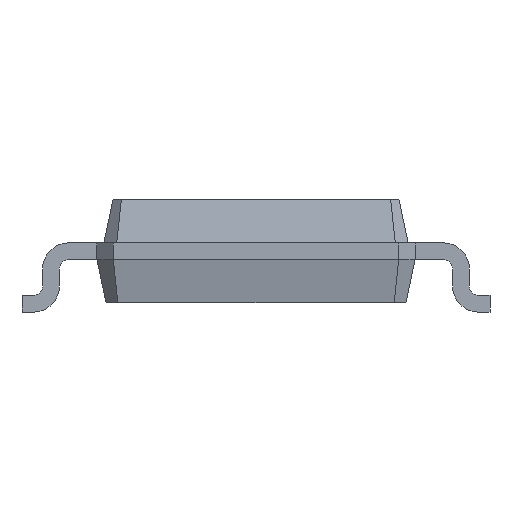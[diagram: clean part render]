
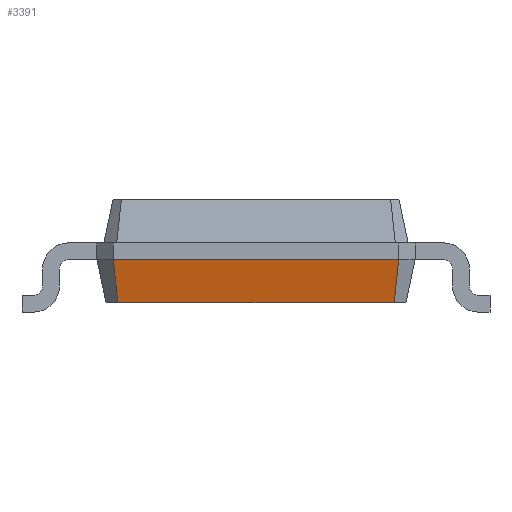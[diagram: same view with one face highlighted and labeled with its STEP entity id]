
A CAD part, left-side view. The second image highlights one B-rep face of the part: STEP entity #3391.
In plain terms, the highlighted free-form (B-spline) face has degree [1, 1] with [2, 2] control points.
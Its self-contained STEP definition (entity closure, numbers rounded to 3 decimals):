
#810 = PLANE('',#811);
#811 = AXIS2_PLACEMENT_3D('',#812,#813,#814);
#812 = CARTESIAN_POINT('',(-1.402,-1.476,0.1));
#813 = DIRECTION('',(0.,0.,-1.));
#814 = DIRECTION('',(0.656,0.754,0.));
#1131 = B_SPLINE_SURFACE_WITH_KNOTS('',1,1,(
    (#1132,#1133)
    ,(#1134,#1135
    )),.UNSPECIFIED.,.F.,.F.,.F.,(2,2),(2,2),(0.,0.247),(0.,1.)
  ,.PIECEWISE_BEZIER_KNOTS.);
#1132 = CARTESIAN_POINT('',(-1.402,1.476,0.1));
#1133 = CARTESIAN_POINT('',(-1.5,1.525,0.56));
#1134 = CARTESIAN_POINT('',(-1.276,1.602,0.1));
#1135 = CARTESIAN_POINT('',(-1.325,1.7,0.56));
#1530 = EDGE_CURVE('',#1531,#1533,#1535,.T.);
#1531 = VERTEX_POINT('',#1532);
#1532 = CARTESIAN_POINT('',(-1.402,-1.476,0.1));
#1533 = VERTEX_POINT('',#1534);
#1534 = CARTESIAN_POINT('',(-1.402,1.476,0.1));
#1535 = SURFACE_CURVE('',#1536,(#1540,#1547),.PCURVE_S1.);
#1536 = LINE('',#1537,#1538);
#1537 = CARTESIAN_POINT('',(-1.402,-1.476,0.1));
#1538 = VECTOR('',#1539,1.);
#1539 = DIRECTION('',(0.,1.,0.));
#1540 = PCURVE('',#810,#1541);
#1541 = DEFINITIONAL_REPRESENTATION('',(#1542),#1546);
#1542 = LINE('',#1543,#1544);
#1543 = CARTESIAN_POINT('',(0.,0.));
#1544 = VECTOR('',#1545,1.);
#1545 = DIRECTION('',(0.754,-0.656));
#1546 = ( GEOMETRIC_REPRESENTATION_CONTEXT(2) 
PARAMETRIC_REPRESENTATION_CONTEXT() REPRESENTATION_CONTEXT('2D SPACE',''
  ) );
#1547 = PCURVE('',#1548,#1553);
#1548 = B_SPLINE_SURFACE_WITH_KNOTS('',1,1,(
    (#1549,#1550)
    ,(#1551,#1552
    )),.UNSPECIFIED.,.F.,.F.,.F.,(2,2),(2,2),(0.,3.05),(0.,1.),
  .PIECEWISE_BEZIER_KNOTS.);
#1549 = CARTESIAN_POINT('',(-1.402,-1.476,0.1));
#1550 = CARTESIAN_POINT('',(-1.5,-1.525,0.56));
#1551 = CARTESIAN_POINT('',(-1.402,1.476,0.1));
#1552 = CARTESIAN_POINT('',(-1.5,1.525,0.56));
#1553 = DEFINITIONAL_REPRESENTATION('',(#1554),#1557);
#1554 = B_SPLINE_CURVE_WITH_KNOTS('',1,(#1555,#1556),.UNSPECIFIED.,.F.,
  .F.,(2,2),(0.,2.952),.PIECEWISE_BEZIER_KNOTS.);
#1555 = CARTESIAN_POINT('',(0.,0.));
#1556 = CARTESIAN_POINT('',(3.05,0.));
#1557 = ( GEOMETRIC_REPRESENTATION_CONTEXT(2) 
PARAMETRIC_REPRESENTATION_CONTEXT() REPRESENTATION_CONTEXT('2D SPACE',''
  ) );
#1697 = B_SPLINE_SURFACE_WITH_KNOTS('',1,1,(
    (#1698,#1699)
    ,(#1700,#1701
    )),.UNSPECIFIED.,.F.,.F.,.F.,(2,2),(2,2),(0.,0.247),(0.,1.)
  ,.PIECEWISE_BEZIER_KNOTS.);
#1698 = CARTESIAN_POINT('',(-1.276,-1.602,0.1));
#1699 = CARTESIAN_POINT('',(-1.325,-1.7,0.56));
#1700 = CARTESIAN_POINT('',(-1.402,-1.476,0.1));
#1701 = CARTESIAN_POINT('',(-1.5,-1.525,0.56));
#1714 = VERTEX_POINT('',#1715);
#1715 = CARTESIAN_POINT('',(-1.5,1.525,0.56));
#1741 = EDGE_CURVE('',#1533,#1714,#1742,.T.);
#1742 = SURFACE_CURVE('',#1743,(#1746,#1753),.PCURVE_S1.);
#1743 = B_SPLINE_CURVE_WITH_KNOTS('',1,(#1744,#1745),.UNSPECIFIED.,.F.,
  .F.,(2,2),(0.,1.),.PIECEWISE_BEZIER_KNOTS.);
#1744 = CARTESIAN_POINT('',(-1.402,1.476,0.1));
#1745 = CARTESIAN_POINT('',(-1.5,1.525,0.56));
#1746 = PCURVE('',#1131,#1747);
#1747 = DEFINITIONAL_REPRESENTATION('',(#1748),#1752);
#1748 = LINE('',#1749,#1750);
#1749 = CARTESIAN_POINT('',(0.,0.));
#1750 = VECTOR('',#1751,1.);
#1751 = DIRECTION('',(0.,1.));
#1752 = ( GEOMETRIC_REPRESENTATION_CONTEXT(2) 
PARAMETRIC_REPRESENTATION_CONTEXT() REPRESENTATION_CONTEXT('2D SPACE',''
  ) );
#1753 = PCURVE('',#1548,#1754);
#1754 = DEFINITIONAL_REPRESENTATION('',(#1755),#1759);
#1755 = LINE('',#1756,#1757);
#1756 = CARTESIAN_POINT('',(3.05,0.));
#1757 = VECTOR('',#1758,1.);
#1758 = DIRECTION('',(0.,1.));
#1759 = ( GEOMETRIC_REPRESENTATION_CONTEXT(2) 
PARAMETRIC_REPRESENTATION_CONTEXT() REPRESENTATION_CONTEXT('2D SPACE',''
  ) );
#3391 = ADVANCED_FACE('',(#3392),#1548,.F.);
#3392 = FACE_BOUND('',#3393,.F.);
#3393 = EDGE_LOOP('',(#3394,#3395,#3396,#3424));
#3394 = ORIENTED_EDGE('',*,*,#1530,.T.);
#3395 = ORIENTED_EDGE('',*,*,#1741,.T.);
#3396 = ORIENTED_EDGE('',*,*,#3397,.F.);
#3397 = EDGE_CURVE('',#3398,#1714,#3400,.T.);
#3398 = VERTEX_POINT('',#3399);
#3399 = CARTESIAN_POINT('',(-1.5,-1.525,0.56));
#3400 = SURFACE_CURVE('',#3401,(#3405,#3412),.PCURVE_S1.);
#3401 = LINE('',#3402,#3403);
#3402 = CARTESIAN_POINT('',(-1.5,-1.525,0.56));
#3403 = VECTOR('',#3404,1.);
#3404 = DIRECTION('',(0.,1.,0.));
#3405 = PCURVE('',#1548,#3406);
#3406 = DEFINITIONAL_REPRESENTATION('',(#3407),#3411);
#3407 = LINE('',#3408,#3409);
#3408 = CARTESIAN_POINT('',(0.,1.));
#3409 = VECTOR('',#3410,1.);
#3410 = DIRECTION('',(1.,0.));
#3411 = ( GEOMETRIC_REPRESENTATION_CONTEXT(2) 
PARAMETRIC_REPRESENTATION_CONTEXT() REPRESENTATION_CONTEXT('2D SPACE',''
  ) );
#3412 = PCURVE('',#3413,#3418);
#3413 = PLANE('',#3414);
#3414 = AXIS2_PLACEMENT_3D('',#3415,#3416,#3417);
#3415 = CARTESIAN_POINT('',(-1.5,-1.525,0.74));
#3416 = DIRECTION('',(1.,0.,0.));
#3417 = DIRECTION('',(0.,1.,0.));
#3418 = DEFINITIONAL_REPRESENTATION('',(#3419),#3423);
#3419 = LINE('',#3420,#3421);
#3420 = CARTESIAN_POINT('',(0.,-0.18));
#3421 = VECTOR('',#3422,1.);
#3422 = DIRECTION('',(1.,0.));
#3423 = ( GEOMETRIC_REPRESENTATION_CONTEXT(2) 
PARAMETRIC_REPRESENTATION_CONTEXT() REPRESENTATION_CONTEXT('2D SPACE',''
  ) );
#3424 = ORIENTED_EDGE('',*,*,#3425,.F.);
#3425 = EDGE_CURVE('',#1531,#3398,#3426,.T.);
#3426 = SURFACE_CURVE('',#3427,(#3430,#3437),.PCURVE_S1.);
#3427 = B_SPLINE_CURVE_WITH_KNOTS('',1,(#3428,#3429),.UNSPECIFIED.,.F.,
  .F.,(2,2),(0.,1.),.PIECEWISE_BEZIER_KNOTS.);
#3428 = CARTESIAN_POINT('',(-1.402,-1.476,0.1));
#3429 = CARTESIAN_POINT('',(-1.5,-1.525,0.56));
#3430 = PCURVE('',#1548,#3431);
#3431 = DEFINITIONAL_REPRESENTATION('',(#3432),#3436);
#3432 = LINE('',#3433,#3434);
#3433 = CARTESIAN_POINT('',(0.,0.));
#3434 = VECTOR('',#3435,1.);
#3435 = DIRECTION('',(0.,1.));
#3436 = ( GEOMETRIC_REPRESENTATION_CONTEXT(2) 
PARAMETRIC_REPRESENTATION_CONTEXT() REPRESENTATION_CONTEXT('2D SPACE',''
  ) );
#3437 = PCURVE('',#1697,#3438);
#3438 = DEFINITIONAL_REPRESENTATION('',(#3439),#3443);
#3439 = LINE('',#3440,#3441);
#3440 = CARTESIAN_POINT('',(0.247,0.));
#3441 = VECTOR('',#3442,1.);
#3442 = DIRECTION('',(0.,1.));
#3443 = ( GEOMETRIC_REPRESENTATION_CONTEXT(2) 
PARAMETRIC_REPRESENTATION_CONTEXT() REPRESENTATION_CONTEXT('2D SPACE',''
  ) );
